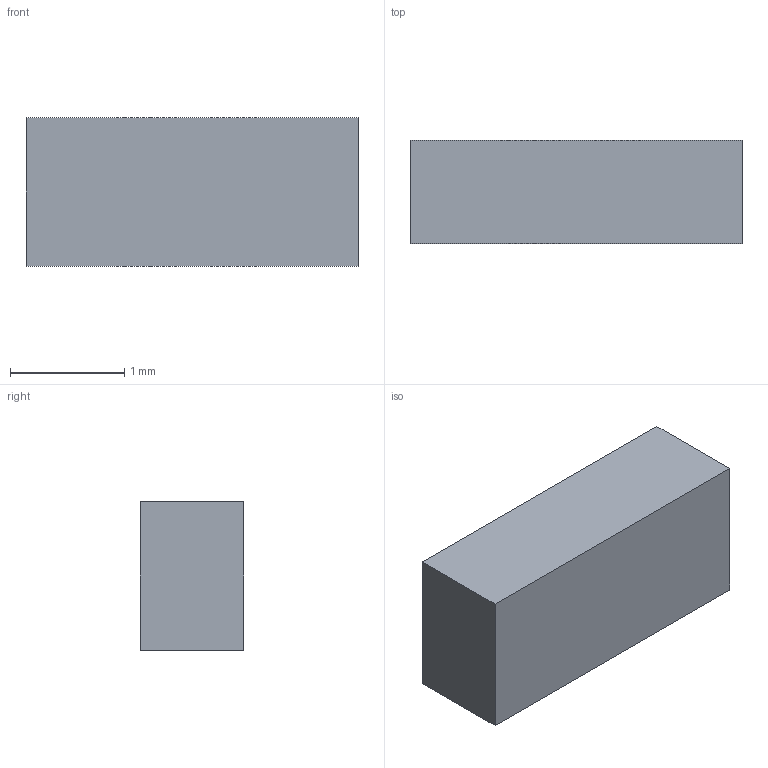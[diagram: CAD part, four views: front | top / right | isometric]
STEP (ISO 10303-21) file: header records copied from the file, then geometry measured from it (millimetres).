
FILE_DESCRIPTION(('FreeCAD Model'),'2;1');
FILE_NAME('Open CASCADE Shape Model','2025-03-21T13:13:06',('Author'),( ''),'Open CASCADE STEP processor 7.7','FreeCAD','Unknown');
FILE_SCHEMA(('AUTOMOTIVE_DESIGN { 1 0 10303 214 1 1 1 1 }'));
Length unit declared in the file: millimetre
Products named in the file (5): Unnamed; PMBT5551; MoldResin; ActiveArea; SiliconDie
Assembly tree (4 placements, depth 3):
  Unnamed
    PMBT5551
      MoldResin
    ActiveArea
      SiliconDie
Bounding box: 2.9 x 0.9 x 1.3 mm (x, y, z)
Volume: 3.4 mm3; surface area: 16.1 mm2
Topology: 2 solids, 3 shells, 18 faces, 36 edges, 24 vertices
Faces by surface type: plane 18
Entity records: 560 total; most frequent: CARTESIAN_POINT 83, DIRECTION 82, ORIENTED_EDGE 72, EDGE_CURVE 36, LINE 36, VECTOR 36, VERTEX_POINT 24, AXIS2_PLACEMENT_3D 23
